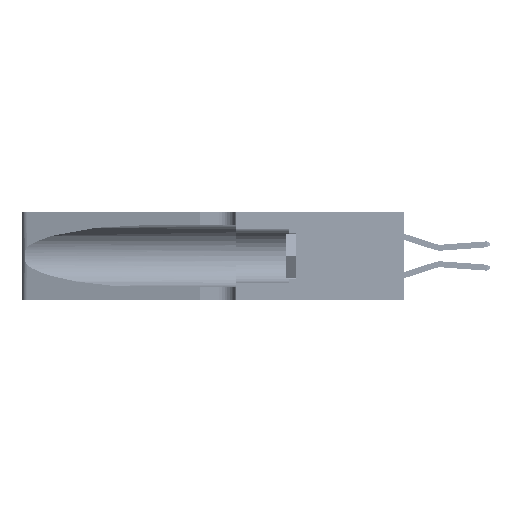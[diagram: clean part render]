
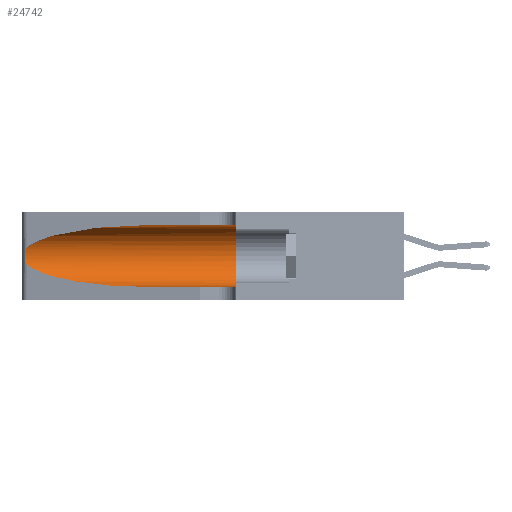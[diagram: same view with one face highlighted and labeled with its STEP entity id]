
A CAD part, left-side view. The second image highlights one B-rep face of the part: STEP entity #24742.
In plain terms, the highlighted cylindrical face has radius 3.308 mm (diameter 6.617 mm), a partial arc.
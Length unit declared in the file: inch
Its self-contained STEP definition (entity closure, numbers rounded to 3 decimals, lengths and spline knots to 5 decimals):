
#57 = ORIENTED_EDGE ( 'NONE', *, *, #5420, .F. ) ;
#288 = EDGE_CURVE ( 'NONE', #38357, #37790, #11159, .T. ) ;
#920 = EDGE_CURVE ( 'NONE', #8519, #21009, #46179, .T. ) ;
#2032 = CARTESIAN_POINT ( 'NONE',  ( 0.26075, 1.23896, 0.178 ) ) ;
#4308 = CARTESIAN_POINT ( 'NONE',  ( 0.1305, 0.72297, 0.05475 ) ) ;
#4482 = CARTESIAN_POINT ( 'NONE',  ( 0.1305, 0.72297, 0.05475 ) ) ;
#5057 = CARTESIAN_POINT ( 'NONE',  ( 0.1305, 0.35, 0.05475 ) ) ;
#5420 = EDGE_CURVE ( 'NONE', #8519, #28707, #14264, .T. ) ;
#5829 = B_SPLINE_CURVE_WITH_KNOTS ( 'NONE', 3,
 ( #37394, #41311, #17834, #45205, #21814, #49101, #25733, #2032, #29664, #6011, #33632, #10038, #37575, #14010 ),
 .UNSPECIFIED., .F., .F.,
 ( 4, 2, 2, 2, 2, 2, 4 ),
 ( 0., 0.00027, 0.00053, 0.00107, 0.0016, 0.00187, 0.00214 ),
 .UNSPECIFIED. ) ;
#5962 = EDGE_CURVE ( 'NONE', #28707, #37790, #40608, .T. ) ;
#6011 = CARTESIAN_POINT ( 'NONE',  ( 0.25856, 1.23593, 0.16098 ) ) ;
#6409 = VERTEX_POINT ( 'NONE', #43749 ) ;
#8519 = VERTEX_POINT ( 'NONE', #44937 ) ;
#9904 = EDGE_LOOP ( 'NONE', ( #47680, #23825, #32150, #38808, #37829, #57 ) ) ;
#9985 = DIRECTION ( 'NONE',  ( 0., 1., 0. ) ) ;
#10038 = CARTESIAN_POINT ( 'NONE',  ( 0.25639, 1.23186, 0.15144 ) ) ;
#11159 = LINE ( 'NONE', #18310, #20464 ) ;
#14010 = CARTESIAN_POINT ( 'NONE',  ( 0.25487, 1.22718, 0.14631 ) ) ;
#14115 = CYLINDRICAL_SURFACE ( 'NONE', #35366, 0.13025 ) ;
#14129 = CARTESIAN_POINT ( 'NONE',  ( 0.25487, 1.22718, 0.22369 ) ) ;
#14264 = LINE ( 'NONE', #38887, #33953 ) ;
#14620 = DIRECTION ( 'NONE',  ( 0., -1., 0. ) ) ;
#15348 = FACE_OUTER_BOUND ( 'NONE', #9904, .T. ) ;
#17637 = CARTESIAN_POINT ( 'NONE',  ( 0.25487, 1.22718, 0.22369 ) ) ;
#17834 = CARTESIAN_POINT ( 'NONE',  ( 0.25639, 1.23184, 0.21858 ) ) ;
#18310 = CARTESIAN_POINT ( 'NONE',  ( 0.1305, 1.61858, 0.05475 ) ) ;
#18402 = CARTESIAN_POINT ( 'NONE',  ( 0.1305, 1.61858, 0.185 ) ) ;
#20464 = VECTOR ( 'NONE', #37901, 39.37008 ) ;
#21009 = VERTEX_POINT ( 'NONE', #17637 ) ;
#21814 = CARTESIAN_POINT ( 'NONE',  ( 0.25854, 1.2359, 0.20912 ) ) ;
#23825 = ORIENTED_EDGE ( 'NONE', *, *, #38581, .T. ) ;
#24042 = CARTESIAN_POINT ( 'NONE',  ( 0.25487, 1.22718, 0.14631 ) ) ;
#24273 =( BOUNDED_CURVE ( )  B_SPLINE_CURVE ( 3, ( #24042, #47428, #27984, #4308 ),
 .UNSPECIFIED., .F., .T. ) 
 B_SPLINE_CURVE_WITH_KNOTS ( ( 4, 4 ),
 ( 3.44316, 4.71239 ),
 .UNSPECIFIED. ) 
 CURVE ( )  GEOMETRIC_REPRESENTATION_ITEM ( )  RATIONAL_B_SPLINE_CURVE ( ( 1., 0.87, 0.87, 1. ) ) 
 REPRESENTATION_ITEM ( '' )  );
#24742 = ADVANCED_FACE ( 'NONE', ( #15348 ), #14115, .F. ) ;
#25733 = CARTESIAN_POINT ( 'NONE',  ( 0.26075, 1.23896, 0.19203 ) ) ;
#27984 = CARTESIAN_POINT ( 'NONE',  ( 0.18966, 0.96281, 0.05475 ) ) ;
#28707 = VERTEX_POINT ( 'NONE', #45136 ) ;
#29631 = EDGE_CURVE ( 'NONE', #6409, #38357, #24273, .T. ) ;
#29664 = CARTESIAN_POINT ( 'NONE',  ( 0.26017, 1.23833, 0.17102 ) ) ;
#32150 = ORIENTED_EDGE ( 'NONE', *, *, #29631, .T. ) ;
#33572 = CARTESIAN_POINT ( 'NONE',  ( 0.1305, 0.35, 0.185 ) ) ;
#33632 = CARTESIAN_POINT ( 'NONE',  ( 0.25789, 1.23486, 0.15765 ) ) ;
#33724 = CARTESIAN_POINT ( 'NONE',  ( 0.18966, 0.96281, 0.31525 ) ) ;
#33953 = VECTOR ( 'NONE', #42772, 39.37008 ) ;
#35366 = AXIS2_PLACEMENT_3D ( 'NONE', #18402, #14620, #42053 ) ;
#37394 = CARTESIAN_POINT ( 'NONE',  ( 0.25487, 1.22718, 0.22369 ) ) ;
#37517 = DIRECTION ( 'NONE',  ( 0., 0., 1. ) ) ;
#37575 = CARTESIAN_POINT ( 'NONE',  ( 0.25555, 1.22993, 0.14849 ) ) ;
#37673 = CARTESIAN_POINT ( 'NONE',  ( 0.2373, 1.15595, 0.28018 ) ) ;
#37790 = VERTEX_POINT ( 'NONE', #5057 ) ;
#37829 = ORIENTED_EDGE ( 'NONE', *, *, #5962, .F. ) ;
#37901 = DIRECTION ( 'NONE',  ( 0., -1., 0. ) ) ;
#38357 = VERTEX_POINT ( 'NONE', #4482 ) ;
#38581 = EDGE_CURVE ( 'NONE', #21009, #6409, #5829, .T. ) ;
#38808 = ORIENTED_EDGE ( 'NONE', *, *, #288, .T. ) ;
#38887 = CARTESIAN_POINT ( 'NONE',  ( 0.1305, 1.61858, 0.31525 ) ) ;
#40608 = CIRCLE ( 'NONE', #41000, 0.13025 ) ;
#41000 = AXIS2_PLACEMENT_3D ( 'NONE', #33572, #9985, #37517 ) ;
#41311 = CARTESIAN_POINT ( 'NONE',  ( 0.25555, 1.22994, 0.2215 ) ) ;
#42053 = DIRECTION ( 'NONE',  ( 0., 0., -1. ) ) ;
#42772 = DIRECTION ( 'NONE',  ( 0., -1., 0. ) ) ;
#43749 = CARTESIAN_POINT ( 'NONE',  ( 0.25487, 1.22718, 0.14631 ) ) ;
#44937 = CARTESIAN_POINT ( 'NONE',  ( 0.1305, 0.72297, 0.31525 ) ) ;
#45136 = CARTESIAN_POINT ( 'NONE',  ( 0.1305, 0.35, 0.31525 ) ) ;
#45205 = CARTESIAN_POINT ( 'NONE',  ( 0.25787, 1.23484, 0.2124 ) ) ;
#45295 = CARTESIAN_POINT ( 'NONE',  ( 0.1305, 0.72297, 0.31525 ) ) ;
#46179 =( BOUNDED_CURVE ( )  B_SPLINE_CURVE ( 3, ( #45295, #33724, #37673, #14129 ),
 .UNSPECIFIED., .F., .T. ) 
 B_SPLINE_CURVE_WITH_KNOTS ( ( 4, 4 ),
 ( 1.5708, 2.84003 ),
 .UNSPECIFIED. ) 
 CURVE ( )  GEOMETRIC_REPRESENTATION_ITEM ( )  RATIONAL_B_SPLINE_CURVE ( ( 1., 0.87, 0.87, 1. ) ) 
 REPRESENTATION_ITEM ( '' )  );
#47428 = CARTESIAN_POINT ( 'NONE',  ( 0.2373, 1.15595, 0.08982 ) ) ;
#47680 = ORIENTED_EDGE ( 'NONE', *, *, #920, .T. ) ;
#49101 = CARTESIAN_POINT ( 'NONE',  ( 0.26018, 1.23835, 0.19895 ) ) ;
